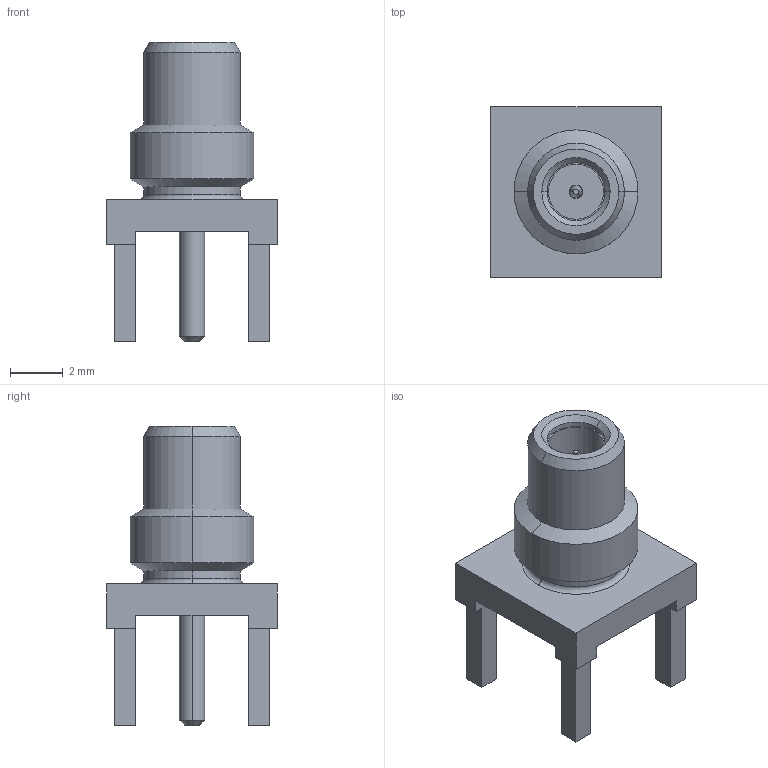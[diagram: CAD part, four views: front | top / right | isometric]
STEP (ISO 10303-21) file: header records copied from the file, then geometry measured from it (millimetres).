
FILE_DESCRIPTION (( 'STEP AP214' ), '1' );
FILE_NAME ('J01170A0131.STEP', '2018-03-06T08:55:21', ( '' ), ( '' ), 'SwSTEP 2.0', 'SolidWorks 2017', '' );
FILE_SCHEMA (( 'AUTOMOTIVE_DESIGN' ));
Length unit declared in the file: millimetre
Products named in the file (1): J01170A0131
Bounding box: 6.5 x 6.5 x 11.4 mm (x, y, z)
Volume: 127.4 mm3; surface area: 354.1 mm2
Topology: 1 solids, 2 shells, 77 faces, 178 edges, 112 vertices
Faces by surface type: plane 39, cylinder 20, cone 14, torus 4
Entity records: 3033 total; most frequent: DIRECTION 394, CARTESIAN_POINT 368, ORIENTED_EDGE 356, EDGE_CURVE 178, AXIS2_PLACEMENT_3D 138, VECTOR 118, LINE 118, VERTEX_POINT 112
